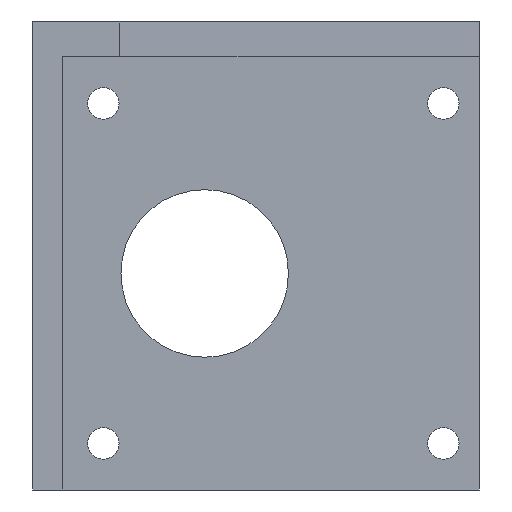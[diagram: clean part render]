
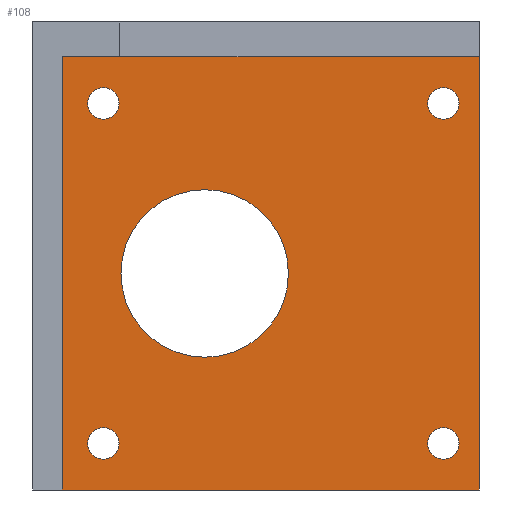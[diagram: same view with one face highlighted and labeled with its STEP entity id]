
A CAD part, left-side view. The second image highlights one B-rep face of the part: STEP entity #108.
In plain terms, the highlighted planar face has unit normal (-1, 0, 0).
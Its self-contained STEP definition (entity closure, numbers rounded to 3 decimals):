
#8 = EDGE_CURVE ( 'NONE', #555, #562, #915, .T. ) ;
#11 = EDGE_CURVE ( 'NONE', #514, #510, #153, .T. ) ;
#25 = EDGE_CURVE ( 'NONE', #519, #514, #697, .T. ) ;
#26 = EDGE_CURVE ( 'NONE', #510, #533, #135, .T. ) ;
#38 = EDGE_CURVE ( 'NONE', #541, #553, #795, .T. ) ;
#41 = EDGE_CURVE ( 'NONE', #562, #555, #790, .T. ) ;
#44 = EDGE_CURVE ( 'NONE', #533, #519, #729, .T. ) ;
#58 = EDGE_CURVE ( 'NONE', #495, #509, #920, .T. ) ;
#64 = EDGE_CURVE ( 'NONE', #549, #551, #916, .T. ) ;
#68 = EDGE_CURVE ( 'NONE', #509, #495, #851, .T. ) ;
#77 = EDGE_CURVE ( 'NONE', #520, #496, #846, .T. ) ;
#79 = EDGE_CURVE ( 'NONE', #553, #541, #879, .T. ) ;
#83 = EDGE_CURVE ( 'NONE', #496, #520, #847, .T. ) ;
#85 = EDGE_CURVE ( 'NONE', #551, #549, #918, .T. ) ;
#108 = ADVANCED_FACE ( 'NONE', ( #267, #692, #284, #1097, #361, #285 ), #769, .F. ) ;
#135 = LINE ( 'NONE', #387, #889 ) ;
#144 = CARTESIAN_POINT ( 'NONE',  ( 103.048, -25.063, -19.25 ) ) ;
#146 = DIRECTION ( 'NONE',  ( 0., -1., 0. ) ) ;
#148 = CARTESIAN_POINT ( 'NONE',  ( 103.048, 0., 12.274 ) ) ;
#153 = LINE ( 'NONE', #148, #865 ) ;
#154 = CARTESIAN_POINT ( 'NONE',  ( 103.048, -25.063, -19.25 ) ) ;
#156 = DIRECTION ( 'NONE',  ( 0., 0., -1. ) ) ;
#158 = CARTESIAN_POINT ( 'NONE',  ( 103.048, -10.314, 5.499 ) ) ;
#163 = DIRECTION ( 'NONE',  ( -1., 0., 0. ) ) ;
#169 = DIRECTION ( 'NONE',  ( 0., 0., -1. ) ) ;
#170 = DIRECTION ( 'NONE',  ( -1., 0., 0. ) ) ;
#171 = CARTESIAN_POINT ( 'NONE',  ( 103.048, -59.811, -43.999 ) ) ;
#180 = DIRECTION ( 'NONE',  ( 0., 0., -1. ) ) ;
#185 = DIRECTION ( 'NONE',  ( 0., 0., 1. ) ) ;
#201 = DIRECTION ( 'NONE',  ( -1., 0., 0. ) ) ;
#225 = DIRECTION ( 'NONE',  ( 0., 0., -1. ) ) ;
#267 = FACE_BOUND ( 'NONE', #647, .T. ) ;
#280 = ORIENTED_EDGE ( 'NONE', *, *, #11, .F. ) ;
#281 = ORIENTED_EDGE ( 'NONE', *, *, #26, .F. ) ;
#282 = CARTESIAN_POINT ( 'NONE',  ( 103.048, -59.811, 5.499 ) ) ;
#283 = ORIENTED_EDGE ( 'NONE', *, *, #44, .F. ) ;
#284 = FACE_BOUND ( 'NONE', #633, .T. ) ;
#285 = FACE_OUTER_BOUND ( 'NONE', #604, .T. ) ;
#286 = ORIENTED_EDGE ( 'NONE', *, *, #25, .F. ) ;
#287 = ORIENTED_EDGE ( 'NONE', *, *, #68, .F. ) ;
#288 = ORIENTED_EDGE ( 'NONE', *, *, #58, .F. ) ;
#290 = ORIENTED_EDGE ( 'NONE', *, *, #83, .F. ) ;
#293 = ORIENTED_EDGE ( 'NONE', *, *, #77, .F. ) ;
#297 = ORIENTED_EDGE ( 'NONE', *, *, #85, .F. ) ;
#298 = ORIENTED_EDGE ( 'NONE', *, *, #64, .F. ) ;
#299 = ORIENTED_EDGE ( 'NONE', *, *, #38, .F. ) ;
#300 = ORIENTED_EDGE ( 'NONE', *, *, #79, .F. ) ;
#301 = ORIENTED_EDGE ( 'NONE', *, *, #8, .F. ) ;
#302 = ORIENTED_EDGE ( 'NONE', *, *, #41, .F. ) ;
#361 = FACE_BOUND ( 'NONE', #591, .T. ) ;
#374 = CARTESIAN_POINT ( 'NONE',  ( 103.048, -59.811, -43.999 ) ) ;
#387 = CARTESIAN_POINT ( 'NONE',  ( 103.048, -65.062, 0. ) ) ;
#462 = DIRECTION ( 'NONE',  ( -1., 0., 0. ) ) ;
#464 = CARTESIAN_POINT ( 'NONE',  ( 103.048, -59.811, 5.499 ) ) ;
#470 = DIRECTION ( 'NONE',  ( -1., 0., 0. ) ) ;
#481 = DIRECTION ( 'NONE',  ( 0., 0., -1. ) ) ;
#482 = CARTESIAN_POINT ( 'NONE',  ( 103.048, -10.314, -43.999 ) ) ;
#485 = DIRECTION ( 'NONE',  ( -1., 0., 0. ) ) ;
#491 = DIRECTION ( 'NONE',  ( -1., 0., 0. ) ) ;
#495 = VERTEX_POINT ( 'NONE', #1004 ) ;
#496 = VERTEX_POINT ( 'NONE', #1011 ) ;
#498 = DIRECTION ( 'NONE',  ( 0., 1., 0. ) ) ;
#502 = DIRECTION ( 'NONE',  ( 0., 0., -1. ) ) ;
#509 = VERTEX_POINT ( 'NONE', #1007 ) ;
#510 = VERTEX_POINT ( 'NONE', #993 ) ;
#514 = VERTEX_POINT ( 'NONE', #991 ) ;
#519 = VERTEX_POINT ( 'NONE', #985 ) ;
#520 = VERTEX_POINT ( 'NONE', #984 ) ;
#522 = CARTESIAN_POINT ( 'NONE',  ( 103.048, -10.314, 5.499 ) ) ;
#533 = VERTEX_POINT ( 'NONE', #976 ) ;
#541 = VERTEX_POINT ( 'NONE', #1032 ) ;
#549 = VERTEX_POINT ( 'NONE', #970 ) ;
#551 = VERTEX_POINT ( 'NONE', #969 ) ;
#553 = VERTEX_POINT ( 'NONE', #967 ) ;
#555 = VERTEX_POINT ( 'NONE', #964 ) ;
#562 = VERTEX_POINT ( 'NONE', #959 ) ;
#591 = EDGE_LOOP ( 'NONE', ( #288, #287 ) ) ;
#604 = EDGE_LOOP ( 'NONE', ( #286, #283, #281, #280 ) ) ;
#633 = EDGE_LOOP ( 'NONE', ( #298, #297 ) ) ;
#646 = CARTESIAN_POINT ( 'NONE',  ( 103.048, -65.062, -50.774 ) ) ;
#647 = EDGE_LOOP ( 'NONE', ( #302, #301 ) ) ;
#652 = DIRECTION ( 'NONE',  ( 0., 0., -1. ) ) ;
#653 = EDGE_LOOP ( 'NONE', ( #293, #290 ) ) ;
#658 = DIRECTION ( 'NONE',  ( 0., 0., -1. ) ) ;
#661 = CARTESIAN_POINT ( 'NONE',  ( 103.048, -10.314, -43.999 ) ) ;
#662 = DIRECTION ( 'NONE',  ( -1., 0., 0. ) ) ;
#666 = DIRECTION ( 'NONE',  ( 0., 0., -1. ) ) ;
#681 = DIRECTION ( 'NONE',  ( -1., 0., 0. ) ) ;
#682 = DIRECTION ( 'NONE',  ( 0., 0., -1. ) ) ;
#683 = EDGE_LOOP ( 'NONE', ( #300, #299 ) ) ;
#687 = DIRECTION ( 'NONE',  ( -1., 0., 0. ) ) ;
#692 = FACE_BOUND ( 'NONE', #683, .T. ) ;
#695 = DIRECTION ( 'NONE',  ( 0., 0., -1. ) ) ;
#697 = LINE ( 'NONE', #704, #782 ) ;
#704 = CARTESIAN_POINT ( 'NONE',  ( 103.048, -4.318, -50.774 ) ) ;
#729 = LINE ( 'NONE', #646, #779 ) ;
#769 = PLANE ( 'NONE',  #816 ) ;
#779 = VECTOR ( 'NONE', #498, 1000. ) ;
#782 = VECTOR ( 'NONE', #185, 1000. ) ;
#790 = CIRCLE ( 'NONE', #863, 2.286 ) ;
#792 = AXIS2_PLACEMENT_3D ( 'NONE', #282, #662, #658 ) ;
#795 = CIRCLE ( 'NONE', #792, 2.286 ) ;
#799 = AXIS2_PLACEMENT_3D ( 'NONE', #154, #163, #156 ) ;
#816 = AXIS2_PLACEMENT_3D ( 'NONE', #1077, #1096, #1076 ) ;
#838 = AXIS2_PLACEMENT_3D ( 'NONE', #522, #681, #502 ) ;
#842 = AXIS2_PLACEMENT_3D ( 'NONE', #464, #485, #481 ) ;
#843 = AXIS2_PLACEMENT_3D ( 'NONE', #482, #462, #695 ) ;
#846 = CIRCLE ( 'NONE', #875, 2.286 ) ;
#847 = CIRCLE ( 'NONE', #843, 2.286 ) ;
#851 = CIRCLE ( 'NONE', #912, 12.192 ) ;
#854 = AXIS2_PLACEMENT_3D ( 'NONE', #158, #491, #682 ) ;
#863 = AXIS2_PLACEMENT_3D ( 'NONE', #374, #201, #652 ) ;
#865 = VECTOR ( 'NONE', #146, 1000. ) ;
#875 = AXIS2_PLACEMENT_3D ( 'NONE', #661, #470, #225 ) ;
#879 = CIRCLE ( 'NONE', #842, 2.286 ) ;
#889 = VECTOR ( 'NONE', #666, 1000. ) ;
#912 = AXIS2_PLACEMENT_3D ( 'NONE', #144, #687, #180 ) ;
#915 = CIRCLE ( 'NONE', #930, 2.286 ) ;
#916 = CIRCLE ( 'NONE', #854, 2.286 ) ;
#918 = CIRCLE ( 'NONE', #838, 2.286 ) ;
#920 = CIRCLE ( 'NONE', #799, 12.192 ) ;
#930 = AXIS2_PLACEMENT_3D ( 'NONE', #171, #170, #169 ) ;
#959 = CARTESIAN_POINT ( 'NONE',  ( 103.048, -59.811, -46.285 ) ) ;
#964 = CARTESIAN_POINT ( 'NONE',  ( 103.048, -59.811, -41.713 ) ) ;
#967 = CARTESIAN_POINT ( 'NONE',  ( 103.048, -59.811, 3.213 ) ) ;
#969 = CARTESIAN_POINT ( 'NONE',  ( 103.048, -10.314, 7.785 ) ) ;
#970 = CARTESIAN_POINT ( 'NONE',  ( 103.048, -10.314, 3.213 ) ) ;
#976 = CARTESIAN_POINT ( 'NONE',  ( 103.048, -65.062, -50.774 ) ) ;
#984 = CARTESIAN_POINT ( 'NONE',  ( 103.048, -10.314, -46.285 ) ) ;
#985 = CARTESIAN_POINT ( 'NONE',  ( 103.048, -4.318, -50.774 ) ) ;
#991 = CARTESIAN_POINT ( 'NONE',  ( 103.048, -4.318, 12.274 ) ) ;
#993 = CARTESIAN_POINT ( 'NONE',  ( 103.048, -65.062, 12.274 ) ) ;
#1004 = CARTESIAN_POINT ( 'NONE',  ( 103.048, -25.063, -31.442 ) ) ;
#1007 = CARTESIAN_POINT ( 'NONE',  ( 103.048, -25.063, -7.058 ) ) ;
#1011 = CARTESIAN_POINT ( 'NONE',  ( 103.048, -10.314, -41.713 ) ) ;
#1032 = CARTESIAN_POINT ( 'NONE',  ( 103.048, -59.811, 7.785 ) ) ;
#1076 = DIRECTION ( 'NONE',  ( 0., 0., -1. ) ) ;
#1077 = CARTESIAN_POINT ( 'NONE',  ( 103.048, 0., 0. ) ) ;
#1096 = DIRECTION ( 'NONE',  ( 1., 0., 0. ) ) ;
#1097 = FACE_BOUND ( 'NONE', #653, .T. ) ;
